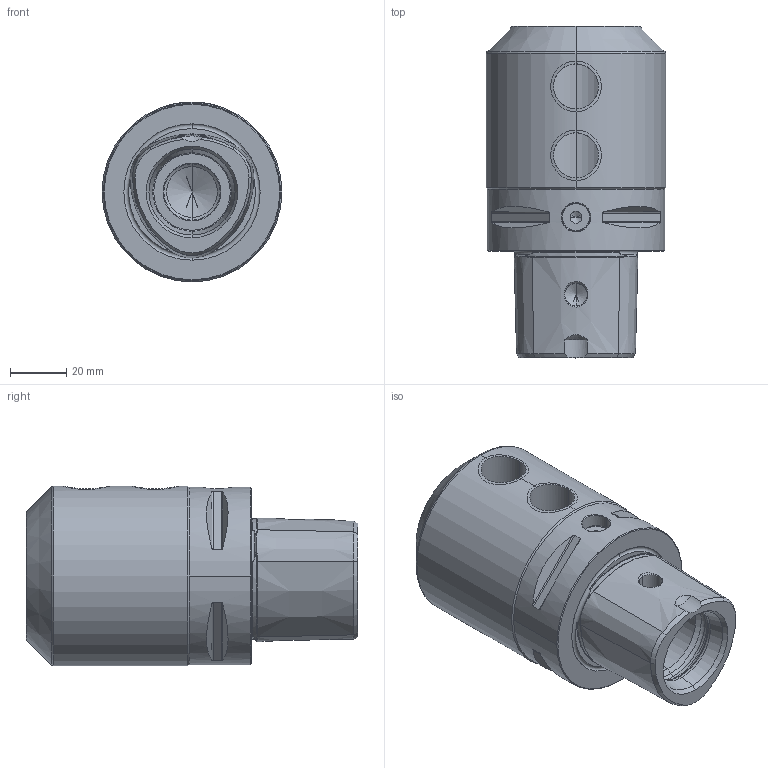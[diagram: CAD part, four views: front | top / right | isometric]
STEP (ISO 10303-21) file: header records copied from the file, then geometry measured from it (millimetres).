
FILE_DESCRIPTION((''),'2;1');
FILE_NAME('CC6-000-25','2011-09-13T',('mei'),(''),'PRO/ENGINEER BY PARAMETRIC TECHNOLOGY CORPORATION, 2010430','PRO/ENGINEER BY PARAMETRIC TECHNOLOGY CORPORATION, 2010430','');
FILE_SCHEMA(('CONFIG_CONTROL_DESIGN'));
Length unit declared in the file: millimetre
Products named in the file (1): CC6-000-25
Bounding box: 64 x 118 x 64 mm (x, y, z)
Volume: 236302.2 mm3; surface area: 40242.2 mm2
Topology: 1 solids, 4 shells, 129 faces, 332 edges, 205 vertices
Faces by surface type: cone 44, cylinder 41, plane 22, torus 20, bspline 2
Entity records: 4885 total; most frequent: CARTESIAN_POINT 1842, ORIENTED_EDGE 630, DIRECTION 606, EDGE_CURVE 326, AXIS2_PLACEMENT_3D 250, VERTEX_POINT 205, EDGE_LOOP 141, FACE_OUTER_BOUND 129
